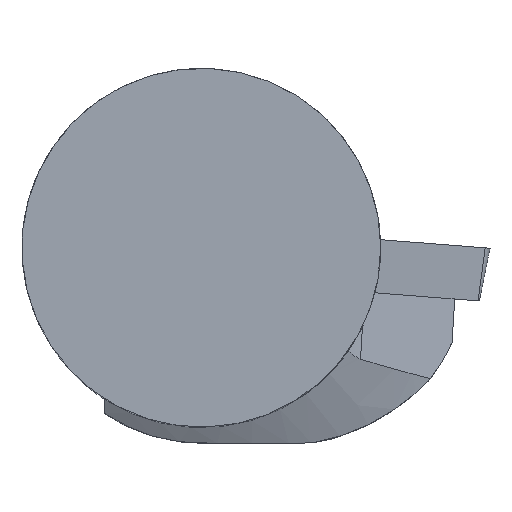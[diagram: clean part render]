
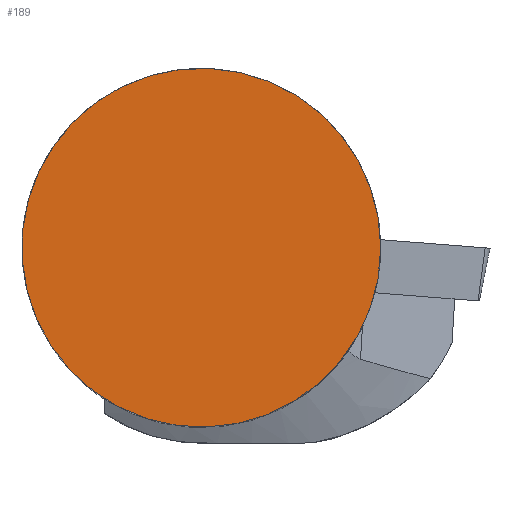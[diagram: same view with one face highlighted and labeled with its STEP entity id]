
A CAD part, top view. The second image highlights one B-rep face of the part: STEP entity #189.
In plain terms, the highlighted planar face has unit normal (0, 0, 1).
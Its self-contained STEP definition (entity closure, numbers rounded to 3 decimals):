
#131=FACE_OUTER_BOUND('',#281,.T.);
#153=PLANE('',#912);
#189=ADVANCED_FACE('',(#131),#153,.T.);
#281=EDGE_LOOP('',(#558));
#303=CIRCLE('',#861,8.);
#558=ORIENTED_EDGE('',*,*,#693,.F.);
#625=VERTEX_POINT('',#1222);
#693=EDGE_CURVE('',#625,#625,#303,.T.);
#861=AXIS2_PLACEMENT_3D('',#1221,#961,#962);
#912=AXIS2_PLACEMENT_3D('',#1488,#1087,#1088);
#961=DIRECTION('',(0.,0.,-1.));
#962=DIRECTION('',(1.,0.,0.));
#1087=DIRECTION('',(0.,0.,1.));
#1088=DIRECTION('',(1.,0.,0.));
#1221=CARTESIAN_POINT('',(0.,0.,0.));
#1222=CARTESIAN_POINT('',(8.,0.,0.));
#1488=CARTESIAN_POINT('',(0.,0.,0.));
